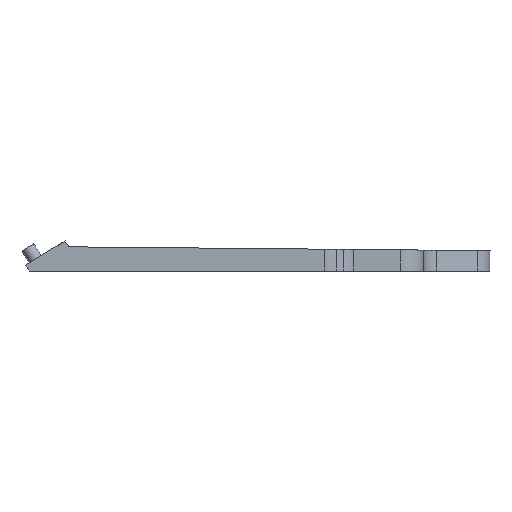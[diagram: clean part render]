
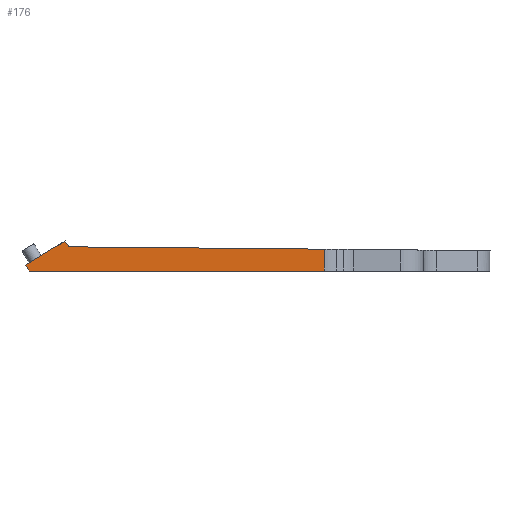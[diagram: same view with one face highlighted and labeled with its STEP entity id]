
A CAD part, left-side view. The second image highlights one B-rep face of the part: STEP entity #176.
In plain terms, the highlighted planar face has unit normal (-1, 0, 0).
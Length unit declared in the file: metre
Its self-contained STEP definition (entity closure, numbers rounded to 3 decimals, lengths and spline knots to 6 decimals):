
#176 = ADVANCED_FACE( '', ( #353 ), #354, .T. );
#353 = FACE_OUTER_BOUND( '', #530, .T. );
#354 = PLANE( '', #531 );
#530 = EDGE_LOOP( '', ( #1019, #1020, #1021, #1022, #1023, #1024 ) );
#531 = AXIS2_PLACEMENT_3D( '', #1025, #1026, #1027 );
#1019 = ORIENTED_EDGE( '', *, *, #1166, .T. );
#1020 = ORIENTED_EDGE( '', *, *, #1138, .T. );
#1021 = ORIENTED_EDGE( '', *, *, #1255, .F. );
#1022 = ORIENTED_EDGE( '', *, *, #1071, .T. );
#1023 = ORIENTED_EDGE( '', *, *, #1211, .F. );
#1024 = ORIENTED_EDGE( '', *, *, #1273, .F. );
#1025 = CARTESIAN_POINT( '', ( -0.02, -0.067749, -0.009689 ) );
#1026 = DIRECTION( '', ( -1., 0., 0. ) );
#1027 = DIRECTION( '', ( 0., -0.851, 0.525 ) );
#1071 = EDGE_CURVE( '', #1302, #1300, #1303, .T. );
#1138 = EDGE_CURVE( '', #1399, #1396, #1400, .T. );
#1166 = EDGE_CURVE( '', #1438, #1399, #1439, .T. );
#1211 = EDGE_CURVE( '', #1506, #1300, #1508, .T. );
#1255 = EDGE_CURVE( '', #1302, #1396, #1558, .T. );
#1273 = EDGE_CURVE( '', #1438, #1506, #1576, .T. );
#1300 = VERTEX_POINT( '', #1608 );
#1302 = VERTEX_POINT( '', #1611 );
#1303 = LINE( '', #1612, #1613 );
#1396 = VERTEX_POINT( '', #1728 );
#1399 = VERTEX_POINT( '', #1731 );
#1400 = LINE( '', #1732, #1733 );
#1438 = VERTEX_POINT( '', #1786 );
#1439 = LINE( '', #1787, #1788 );
#1506 = VERTEX_POINT( '', #1880 );
#1508 = LINE( '', #1883, #1884 );
#1558 = LINE( '', #1955, #1956 );
#1576 = LINE( '', #1980, #1981 );
#1608 = CARTESIAN_POINT( '', ( -0.02, 0.041565, -0.004885 ) );
#1611 = CARTESIAN_POINT( '', ( -0.02, 0.040777, -0.006162 ) );
#1612 = CARTESIAN_POINT( '', ( -0.02, 0.040777, -0.006162 ) );
#1613 = VECTOR( '', #2004, 1. );
#1728 = CARTESIAN_POINT( '', ( -0.02, -0.014284, -0.006664 ) );
#1731 = CARTESIAN_POINT( '', ( -0.02, -0.014284, -0.011392 ) );
#1732 = CARTESIAN_POINT( '', ( -0.02, -0.014284, -0.006688 ) );
#1733 = VECTOR( '', #2093, 1. );
#1786 = CARTESIAN_POINT( '', ( -0.02, 0.049251, -0.011392 ) );
#1787 = CARTESIAN_POINT( '', ( -0.02, -0.009774, -0.011392 ) );
#1788 = VECTOR( '', #2121, 1. );
#1880 = CARTESIAN_POINT( '', ( -0.02, 0.050039, -0.010115 ) );
#1883 = CARTESIAN_POINT( '', ( -0.02, 0.045802, -0.0075 ) );
#1884 = VECTOR( '', #2184, 1. );
#1955 = CARTESIAN_POINT( '', ( -0.02, -0.012698, -0.006649 ) );
#1956 = VECTOR( '', #2227, 1. );
#1980 = CARTESIAN_POINT( '', ( -0.02, 0.049251, -0.011392 ) );
#1981 = VECTOR( '', #2234, 1. );
#2004 = DIRECTION( '', ( 0., 0.525, 0.851 ) );
#2093 = DIRECTION( '', ( 0., 0., 1. ) );
#2121 = DIRECTION( '', ( 0., -1., 0. ) );
#2184 = DIRECTION( '', ( 0., -0.851, 0.525 ) );
#2227 = DIRECTION( '', ( 0., -1., -0.009 ) );
#2234 = DIRECTION( '', ( 0., 0.525, 0.851 ) );
